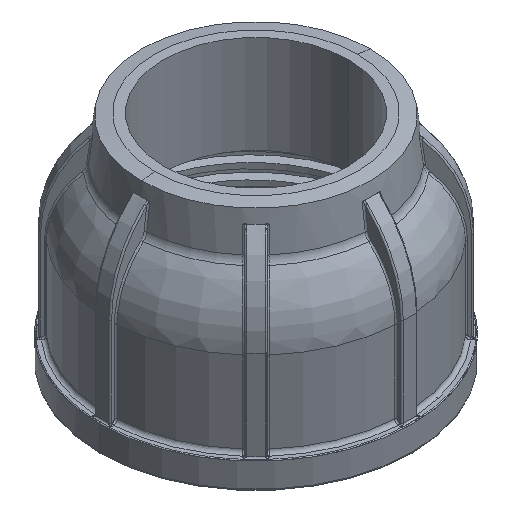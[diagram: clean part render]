
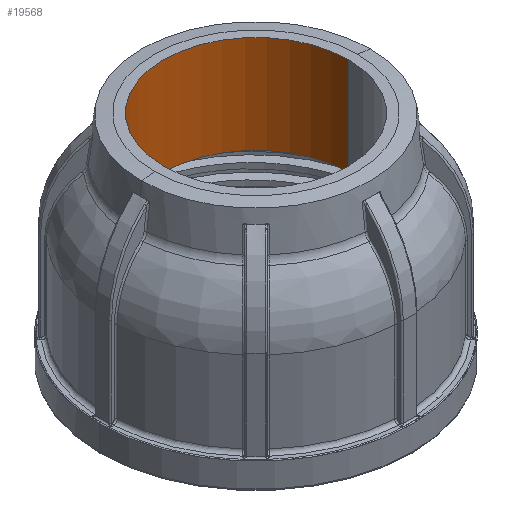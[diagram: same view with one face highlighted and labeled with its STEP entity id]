
A CAD part, isometric view. The second image highlights one B-rep face of the part: STEP entity #19568.
In plain terms, the highlighted cylindrical face has radius 25.5 mm (diameter 51 mm), a partial arc.
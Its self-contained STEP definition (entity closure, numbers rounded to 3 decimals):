
#5813 = ORIENTED_EDGE ( 'NONE', *, *, #30424, .F. ) ;
#5814 = ORIENTED_EDGE ( 'NONE', *, *, #28825, .F. ) ;
#5815 = ORIENTED_EDGE ( 'NONE', *, *, #30416, .T. ) ;
#5816 = ORIENTED_EDGE ( 'NONE', *, *, #28827, .T. ) ;
#6717 = CARTESIAN_POINT ( 'NONE',  ( 0., 0., -27. ) ) ;
#6718 = DIRECTION ( 'NONE',  ( 0., 0., 1. ) ) ;
#6719 = DIRECTION ( 'NONE',  ( 1., 0., 0. ) ) ;
#6724 = CARTESIAN_POINT ( 'NONE',  ( 0., 0., 0. ) ) ;
#6725 = DIRECTION ( 'NONE',  ( 0., 0., 1. ) ) ;
#6726 = DIRECTION ( 'NONE',  ( 1., 0., 0. ) ) ;
#9731 = DIRECTION ( 'NONE',  ( 1., 0., 0. ) ) ;
#9734 = DIRECTION ( 'NONE',  ( 0., 0., 1. ) ) ;
#9735 = CARTESIAN_POINT ( 'NONE',  ( 0., 0., 0. ) ) ;
#12931 = VERTEX_POINT ( 'NONE', #19784 ) ;
#13412 = FACE_OUTER_BOUND ( 'NONE', #16193, .T. ) ;
#13934 = CIRCLE ( 'NONE', #18907, 25.5 ) ;
#13936 = CIRCLE ( 'NONE', #18905, 25.5 ) ;
#14054 = CYLINDRICAL_SURFACE ( 'NONE', #18739, 25.5 ) ;
#14675 = LINE ( 'NONE', #26894, #14822 ) ;
#14685 = VECTOR ( 'NONE', #26968, 1000. ) ;
#14820 = LINE ( 'NONE', #26966, #14685 ) ;
#14822 = VECTOR ( 'NONE', #26911, 1000. ) ;
#14876 = VERTEX_POINT ( 'NONE', #28313 ) ;
#15079 = VERTEX_POINT ( 'NONE', #28595 ) ;
#15184 = VERTEX_POINT ( 'NONE', #28700 ) ;
#16193 = EDGE_LOOP ( 'NONE', ( #5813, #5814, #5815, #5816 ) ) ;
#18739 = AXIS2_PLACEMENT_3D ( 'NONE', #9735, #9734, #9731 ) ;
#18905 = AXIS2_PLACEMENT_3D ( 'NONE', #6717, #6718, #6719 ) ;
#18907 = AXIS2_PLACEMENT_3D ( 'NONE', #6724, #6725, #6726 ) ;
#19568 = ADVANCED_FACE ( 'NONE', ( #13412 ), #14054, .F. ) ;
#19784 = CARTESIAN_POINT ( 'NONE',  ( 25.5, 0., 0. ) ) ;
#26894 = CARTESIAN_POINT ( 'NONE',  ( 25.5, 0., 0. ) ) ;
#26911 = DIRECTION ( 'NONE',  ( 0., 0., 1. ) ) ;
#26966 = CARTESIAN_POINT ( 'NONE',  ( -25.5, 0., 0. ) ) ;
#26968 = DIRECTION ( 'NONE',  ( 0., 0., 1. ) ) ;
#28313 = CARTESIAN_POINT ( 'NONE',  ( 25.5, 0., -27. ) ) ;
#28595 = CARTESIAN_POINT ( 'NONE',  ( -25.5, 0., 0. ) ) ;
#28700 = CARTESIAN_POINT ( 'NONE',  ( -25.5, 0., -27. ) ) ;
#28825 = EDGE_CURVE ( 'NONE', #14876, #15184, #13936, .T. ) ;
#28827 = EDGE_CURVE ( 'NONE', #12931, #15079, #13934, .T. ) ;
#30416 = EDGE_CURVE ( 'NONE', #14876, #12931, #14675, .T. ) ;
#30424 = EDGE_CURVE ( 'NONE', #15184, #15079, #14820, .T. ) ;
